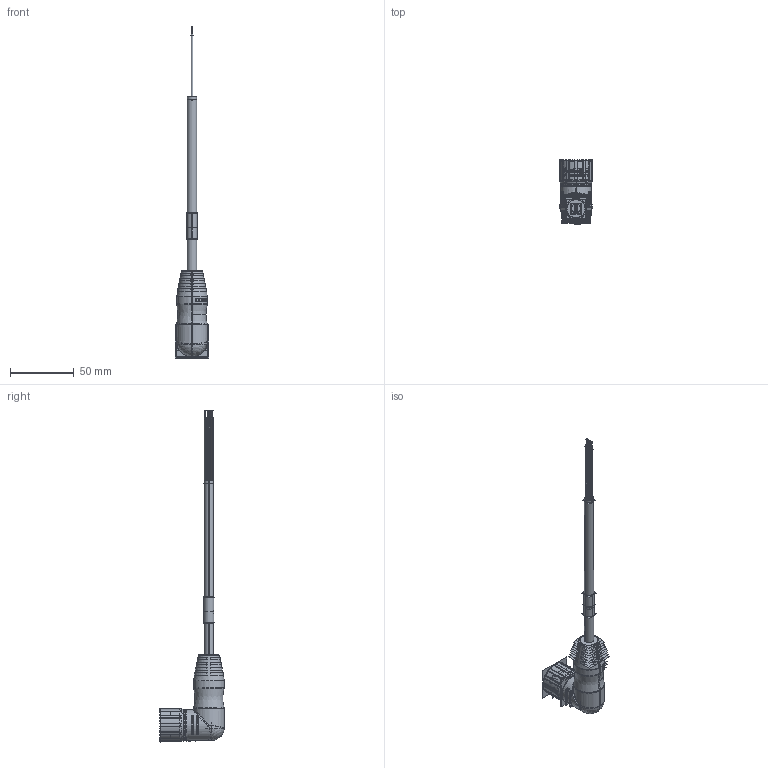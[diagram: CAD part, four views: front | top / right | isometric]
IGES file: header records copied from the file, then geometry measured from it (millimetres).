
Start section:  PTC IGES file: 242013_sm01.igs
Global section: file name: 242013_sm01.igs; native system: Creo Parametric by PTC Inc.; preprocessor: 2022414; author: banengservice; organization: Unknown; date: 20240912.114144; units: millimetre
Bounding box: 26.42 x 50.38 x 259.4 mm (x, y, z)
Volume: 4628.3 mm3; surface area: 70444.2 mm2
Topology: 2 solids, 4 shells, 1060 faces, 6514 edges, 8299 vertices
Faces by surface type: bspline 634, revolution 426
